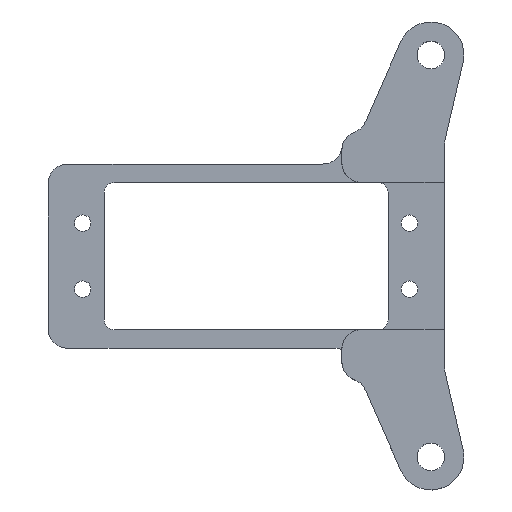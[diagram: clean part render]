
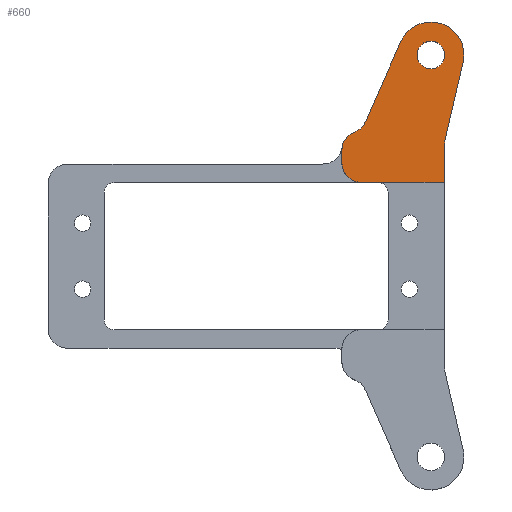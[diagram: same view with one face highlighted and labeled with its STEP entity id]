
A CAD part, top view. The second image highlights one B-rep face of the part: STEP entity #660.
In plain terms, the highlighted planar face has unit normal (0, 0, 1).
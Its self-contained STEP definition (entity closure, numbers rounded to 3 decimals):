
#9 = EDGE_CURVE ( 'NONE', #1898, #2070, #946, .T. ) ;
#30 = CARTESIAN_POINT ( 'NONE',  ( 10.5, 9.7, 19.5 ) ) ;
#39 = DIRECTION ( 'NONE',  ( 0., 0., -1. ) ) ;
#81 = FACE_BOUND ( 'NONE', #1107, .T. ) ;
#185 = LINE ( 'NONE', #30, #795 ) ;
#242 = VECTOR ( 'NONE', #2176, 1000. ) ;
#263 = AXIS2_PLACEMENT_3D ( 'NONE', #1759, #1737, #1359 ) ;
#300 = EDGE_CURVE ( 'NONE', #534, #1932, #1535, .T. ) ;
#334 = VERTEX_POINT ( 'NONE', #2065 ) ;
#381 = AXIS2_PLACEMENT_3D ( 'NONE', #1511, #2266, #986 ) ;
#394 = EDGE_CURVE ( 'NONE', #1500, #1309, #1881, .T. ) ;
#405 = LINE ( 'NONE', #1091, #827 ) ;
#415 = EDGE_CURVE ( 'NONE', #1629, #334, #1929, .T. ) ;
#416 = CARTESIAN_POINT ( 'NONE',  ( 23., 15.156, 19.5 ) ) ;
#438 = CIRCLE ( 'NONE', #828, 5. ) ;
#448 = AXIS2_PLACEMENT_3D ( 'NONE', #658, #2319, #1600 ) ;
#512 = CARTESIAN_POINT ( 'NONE',  ( 21., 28.999, 19.5 ) ) ;
#534 = VERTEX_POINT ( 'NONE', #2146 ) ;
#566 = DIRECTION ( 'NONE',  ( -0.401, -0.916, 0. ) ) ;
#581 = CIRCLE ( 'NONE', #263, 2.1 ) ;
#603 = DIRECTION ( 'NONE',  ( 0., 0., 1. ) ) ;
#607 = AXIS2_PLACEMENT_3D ( 'NONE', #1748, #792, #2060 ) ;
#624 = EDGE_CURVE ( 'NONE', #2154, #2094, #2111, .T. ) ;
#639 = CARTESIAN_POINT ( 'NONE',  ( 18.9, 28.999, 19.5 ) ) ;
#658 = CARTESIAN_POINT ( 'NONE',  ( 8.368, 20.108, 19.5 ) ) ;
#660 = ADVANCED_FACE ( 'NONE', ( #802, #81 ), #1713, .T. ) ;
#675 = EDGE_LOOP ( 'NONE', ( #1182, #805, #1807, #1485, #1060, #1850, #1791, #1653, #1322, #822, #1214 ) ) ;
#768 = AXIS2_PLACEMENT_3D ( 'NONE', #512, #2101, #1408 ) ;
#792 = DIRECTION ( 'NONE',  ( 0., 0., 1. ) ) ;
#795 = VECTOR ( 'NONE', #2009, 1000. ) ;
#802 = FACE_OUTER_BOUND ( 'NONE', #675, .T. ) ;
#805 = ORIENTED_EDGE ( 'NONE', *, *, #2364, .T. ) ;
#816 = VERTEX_POINT ( 'NONE', #2197 ) ;
#822 = ORIENTED_EDGE ( 'NONE', *, *, #300, .T. ) ;
#827 = VECTOR ( 'NONE', #566, 1000. ) ;
#828 = AXIS2_PLACEMENT_3D ( 'NONE', #1176, #1536, #2059 ) ;
#831 = CARTESIAN_POINT ( 'NONE',  ( 10.5, 12.7, 19.5 ) ) ;
#866 = ORIENTED_EDGE ( 'NONE', *, *, #624, .F. ) ;
#911 = VECTOR ( 'NONE', #1163, 1000. ) ;
#943 = EDGE_CURVE ( 'NONE', #1013, #534, #1804, .T. ) ;
#946 = CIRCLE ( 'NONE', #2097, 3. ) ;
#979 = CARTESIAN_POINT ( 'NONE',  ( 10.5, 12.7, 19.5 ) ) ;
#982 = CARTESIAN_POINT ( 'NONE',  ( 16.421, 31.006, 19.5 ) ) ;
#986 = DIRECTION ( 'NONE',  ( 1., 0., 0. ) ) ;
#1013 = VERTEX_POINT ( 'NONE', #1981 ) ;
#1030 = LINE ( 'NONE', #1288, #1551 ) ;
#1060 = ORIENTED_EDGE ( 'NONE', *, *, #1698, .T. ) ;
#1066 = EDGE_CURVE ( 'NONE', #1309, #1013, #405, .T. ) ;
#1090 = CARTESIAN_POINT ( 'NONE',  ( 23., 15.5, 19.5 ) ) ;
#1091 = CARTESIAN_POINT ( 'NONE',  ( 16.421, 31.006, 19.5 ) ) ;
#1092 = DIRECTION ( 'NONE',  ( 1., 0., 0. ) ) ;
#1107 = EDGE_LOOP ( 'NONE', ( #866, #1450 ) ) ;
#1134 = AXIS2_PLACEMENT_3D ( 'NONE', #979, #603, #1155 ) ;
#1155 = DIRECTION ( 'NONE',  ( 1., 0., 0. ) ) ;
#1163 = DIRECTION ( 'NONE',  ( 0., -1., 0. ) ) ;
#1168 = CARTESIAN_POINT ( 'NONE',  ( 23.078, 15.835, 19.5 ) ) ;
#1176 = CARTESIAN_POINT ( 'NONE',  ( 21., 28.999, 19.5 ) ) ;
#1182 = ORIENTED_EDGE ( 'NONE', *, *, #415, .T. ) ;
#1209 = DIRECTION ( 'NONE',  ( 0., 0., 1. ) ) ;
#1214 = ORIENTED_EDGE ( 'NONE', *, *, #1563, .T. ) ;
#1223 = EDGE_CURVE ( 'NONE', #2061, #1500, #438, .T. ) ;
#1238 = CARTESIAN_POINT ( 'NONE',  ( 23.1, 28.999, 19.5 ) ) ;
#1247 = LINE ( 'NONE', #1090, #242 ) ;
#1280 = CARTESIAN_POINT ( 'NONE',  ( 26., 15.156, 19.5 ) ) ;
#1288 = CARTESIAN_POINT ( 'NONE',  ( 23., 9.7, 19.5 ) ) ;
#1309 = VERTEX_POINT ( 'NONE', #982 ) ;
#1322 = ORIENTED_EDGE ( 'NONE', *, *, #943, .T. ) ;
#1359 = DIRECTION ( 'NONE',  ( 1., 0., 0. ) ) ;
#1395 = LINE ( 'NONE', #1755, #911 ) ;
#1408 = DIRECTION ( 'NONE',  ( 1., 0., 0. ) ) ;
#1418 = CARTESIAN_POINT ( 'NONE',  ( 7.5, 12.7, 19.5 ) ) ;
#1450 = ORIENTED_EDGE ( 'NONE', *, *, #2080, .F. ) ;
#1485 = ORIENTED_EDGE ( 'NONE', *, *, #9, .T. ) ;
#1500 = VERTEX_POINT ( 'NONE', #2131 ) ;
#1511 = CARTESIAN_POINT ( 'NONE',  ( 21., 28.999, 19.5 ) ) ;
#1535 = CIRCLE ( 'NONE', #607, 3. ) ;
#1536 = DIRECTION ( 'NONE',  ( 0., 0., 1. ) ) ;
#1550 = CARTESIAN_POINT ( 'NONE',  ( 25.871, 27.868, 19.5 ) ) ;
#1551 = VECTOR ( 'NONE', #1904, 1000. ) ;
#1563 = EDGE_CURVE ( 'NONE', #1932, #1629, #1395, .T. ) ;
#1600 = DIRECTION ( 'NONE',  ( 1., 0., 0. ) ) ;
#1629 = VERTEX_POINT ( 'NONE', #1418 ) ;
#1653 = ORIENTED_EDGE ( 'NONE', *, *, #1066, .T. ) ;
#1698 = EDGE_CURVE ( 'NONE', #2070, #2061, #1247, .T. ) ;
#1713 = PLANE ( 'NONE',  #1134 ) ;
#1737 = DIRECTION ( 'NONE',  ( 0., 0., 1. ) ) ;
#1748 = CARTESIAN_POINT ( 'NONE',  ( 10.5, 14.5, 19.5 ) ) ;
#1755 = CARTESIAN_POINT ( 'NONE',  ( 7.5, 14.5, 19.5 ) ) ;
#1759 = CARTESIAN_POINT ( 'NONE',  ( 21., 28.999, 19.5 ) ) ;
#1791 = ORIENTED_EDGE ( 'NONE', *, *, #394, .T. ) ;
#1804 = CIRCLE ( 'NONE', #448, 3. ) ;
#1807 = ORIENTED_EDGE ( 'NONE', *, *, #1866, .T. ) ;
#1850 = ORIENTED_EDGE ( 'NONE', *, *, #1223, .T. ) ;
#1866 = EDGE_CURVE ( 'NONE', #816, #1898, #1030, .T. ) ;
#1881 = CIRCLE ( 'NONE', #768, 5. ) ;
#1898 = VERTEX_POINT ( 'NONE', #416 ) ;
#1904 = DIRECTION ( 'NONE',  ( 0., 1., 0. ) ) ;
#1929 = CIRCLE ( 'NONE', #2291, 3. ) ;
#1932 = VERTEX_POINT ( 'NONE', #2229 ) ;
#1981 = CARTESIAN_POINT ( 'NONE',  ( 11.115, 18.904, 19.5 ) ) ;
#2009 = DIRECTION ( 'NONE',  ( 1., 0., 0. ) ) ;
#2059 = DIRECTION ( 'NONE',  ( 1., 0., 0. ) ) ;
#2060 = DIRECTION ( 'NONE',  ( 1., 0., 0. ) ) ;
#2061 = VERTEX_POINT ( 'NONE', #1550 ) ;
#2065 = CARTESIAN_POINT ( 'NONE',  ( 10.5, 9.7, 19.5 ) ) ;
#2070 = VERTEX_POINT ( 'NONE', #1168 ) ;
#2080 = EDGE_CURVE ( 'NONE', #2094, #2154, #581, .T. ) ;
#2094 = VERTEX_POINT ( 'NONE', #639 ) ;
#2097 = AXIS2_PLACEMENT_3D ( 'NONE', #1280, #39, #1092 ) ;
#2101 = DIRECTION ( 'NONE',  ( 0., 0., 1. ) ) ;
#2111 = CIRCLE ( 'NONE', #381, 2.1 ) ;
#2131 = CARTESIAN_POINT ( 'NONE',  ( 26., 28.999, 19.5 ) ) ;
#2146 = CARTESIAN_POINT ( 'NONE',  ( 9.434, 17.304, 19.5 ) ) ;
#2154 = VERTEX_POINT ( 'NONE', #1238 ) ;
#2176 = DIRECTION ( 'NONE',  ( 0.226, 0.974, 0. ) ) ;
#2197 = CARTESIAN_POINT ( 'NONE',  ( 23., 9.7, 19.5 ) ) ;
#2229 = CARTESIAN_POINT ( 'NONE',  ( 7.5, 14.5, 19.5 ) ) ;
#2266 = DIRECTION ( 'NONE',  ( 0., 0., 1. ) ) ;
#2291 = AXIS2_PLACEMENT_3D ( 'NONE', #831, #1209, #2308 ) ;
#2308 = DIRECTION ( 'NONE',  ( 1., 0., 0. ) ) ;
#2319 = DIRECTION ( 'NONE',  ( 0., 0., -1. ) ) ;
#2364 = EDGE_CURVE ( 'NONE', #334, #816, #185, .T. ) ;
